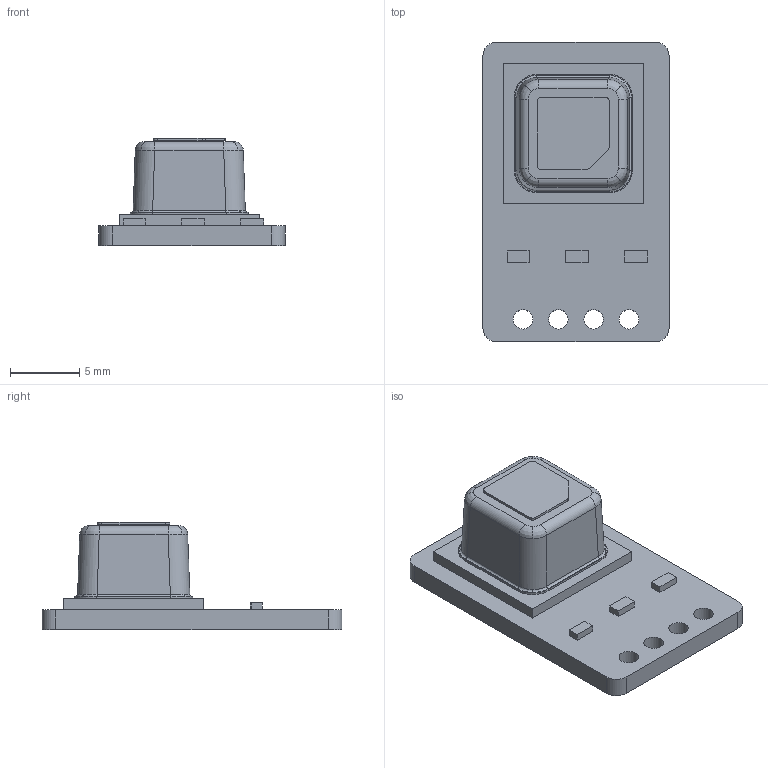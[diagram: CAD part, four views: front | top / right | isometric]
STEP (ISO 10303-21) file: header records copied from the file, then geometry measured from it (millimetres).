
FILE_DESCRIPTION(/* description */ (''),/* implementation_level */ '2;1');
FILE_NAME(/* name */ 'SCD41.step',/* time_stamp */ '2025-08-25T19:18:17Z',/* author */ (''),/* organization */ (''),/* preprocessor_version */ 'ST-DEVELOPER v20.1',/* originating_system */ 'Autodesk Translation Framework v14.10.0.0',/* authorisation */ '');
FILE_SCHEMA (('AUTOMOTIVE_DESIGN { 1 0 10303 214 3 1 1 }'));
Length unit declared in the file: millimetre
Products named in the file (2): scd40; SCD41
Assembly tree (1 placements, depth 2):
  scd40
    SCD41
Bounding box: 13.4 x 21.6 x 7.72 mm (x, y, z)
Volume: 816 mm3; surface area: 1279 mm2
Topology: 7 solids, 7 shells, 225 faces, 539 edges, 354 vertices
Faces by surface type: plane 174, cylinder 35, bspline 16
Full cylindrical faces by diameter (mm): 0.2 x1, 1.4 x4
Entity records: 6697 total; most frequent: CARTESIAN_POINT 1337, ORIENTED_EDGE 1078, DIRECTION 1049, EDGE_CURVE 539, LINE 437, VECTOR 437, VERTEX_POINT 354, AXIS2_PLACEMENT_3D 306
